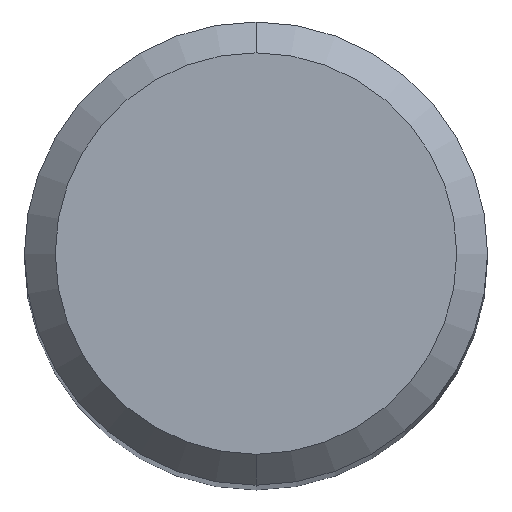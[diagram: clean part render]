
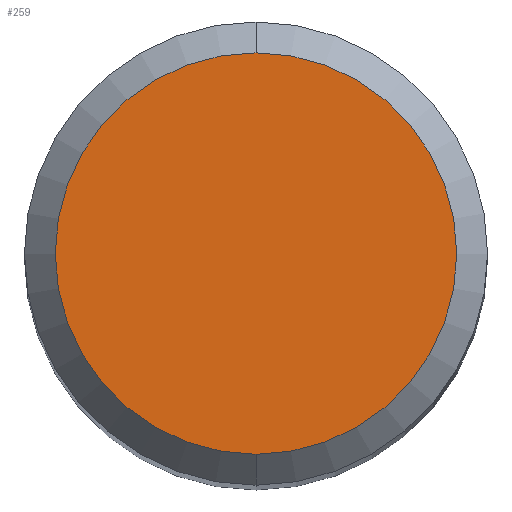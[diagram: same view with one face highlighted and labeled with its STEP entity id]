
A CAD part, top view. The second image highlights one B-rep face of the part: STEP entity #259.
In plain terms, the highlighted planar face has unit normal (0, 0, 1).
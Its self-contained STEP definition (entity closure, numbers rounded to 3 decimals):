
#247=VERTEX_POINT('',#565);
#259=ADVANCED_FACE('',(#578),#579,.T.);
#387=EDGE_CURVE('',#417,#247,#727,.T.);
#417=VERTEX_POINT('',#759);
#453=EDGE_CURVE('',#247,#417,#798,.T.);
#565=CARTESIAN_POINT('',(0.,-2.6,0.0));
#578=FACE_OUTER_BOUND('',#1004,.T.);
#579=PLANE('',#1005);
#727=CIRCLE('',#1295,2.6);
#759=CARTESIAN_POINT('',(0.0,2.6,0.0));
#798=CIRCLE('',#1436,2.6);
#1004=EDGE_LOOP('',(#1544,#1545));
#1005=AXIS2_PLACEMENT_3D('',#1546,#1547,#1548);
#1295=AXIS2_PLACEMENT_3D('',#1748,#1749,#1750);
#1436=AXIS2_PLACEMENT_3D('',#1813,#1814,#1815);
#1544=ORIENTED_EDGE('',*,*,#387,.F.);
#1545=ORIENTED_EDGE('',*,*,#453,.F.);
#1546=CARTESIAN_POINT('',(0.0,1.3,0.0));
#1547=DIRECTION('',(-0.0,0.0,1.0));
#1548=DIRECTION('',(0.0,-1.0,0.0));
#1748=CARTESIAN_POINT('',(0.0,0.0,0.0));
#1749=DIRECTION('',(0.0,0.0,-1.0));
#1750=DIRECTION('',(0.0,1.0,0.0));
#1813=CARTESIAN_POINT('',(0.0,0.0,0.0));
#1814=DIRECTION('',(0.0,0.0,-1.0));
#1815=DIRECTION('',(0.0,1.0,0.0));
